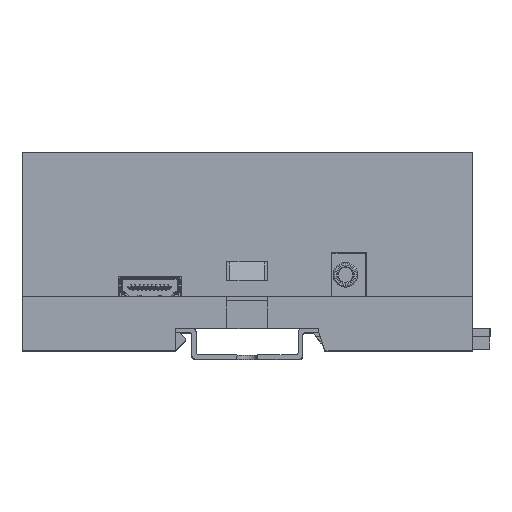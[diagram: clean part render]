
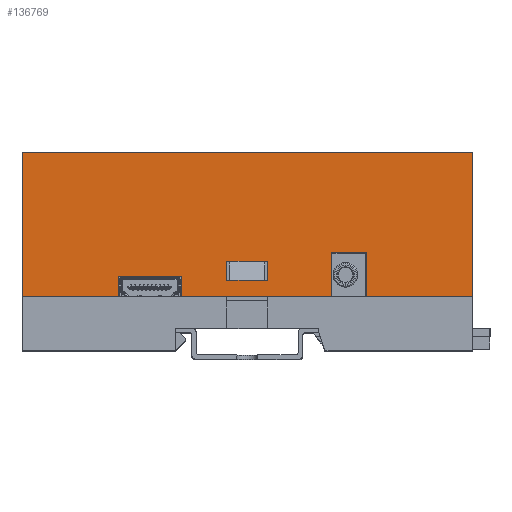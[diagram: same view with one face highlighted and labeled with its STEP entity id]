
A CAD part, top view. The second image highlights one B-rep face of the part: STEP entity #136769.
In plain terms, the highlighted face is planar.
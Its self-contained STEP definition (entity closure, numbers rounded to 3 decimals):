
#177 = LINE ( 'NONE', #78940, #92349 ) ;
#332 = EDGE_CURVE ( 'NONE', #1374, #56246, #27570, .T. ) ;
#1374 = VERTEX_POINT ( 'NONE', #143615 ) ;
#1848 = CARTESIAN_POINT ( 'NONE',  ( -55., 0., -35. ) ) ;
#2613 = DIRECTION ( 'NONE',  ( -1., 0., 0. ) ) ;
#3113 = CARTESIAN_POINT ( 'NONE',  ( -55., 0., -35. ) ) ;
#3930 = ORIENTED_EDGE ( 'NONE', *, *, #62284, .F. ) ;
#5274 = CARTESIAN_POINT ( 'NONE',  ( 5., 8.7, -35. ) ) ;
#6055 = VECTOR ( 'NONE', #95602, 1000. ) ;
#6233 = DIRECTION ( 'NONE',  ( 1., 0., 0. ) ) ;
#7959 = EDGE_CURVE ( 'NONE', #55634, #95815, #66554, .T. ) ;
#8027 = VERTEX_POINT ( 'NONE', #79270 ) ;
#10723 = VECTOR ( 'NONE', #145542, 1000. ) ;
#11201 = VECTOR ( 'NONE', #127556, 1000. ) ;
#11629 = LINE ( 'NONE', #65220, #139512 ) ;
#12029 = ORIENTED_EDGE ( 'NONE', *, *, #83276, .F. ) ;
#13595 = ORIENTED_EDGE ( 'NONE', *, *, #112377, .F. ) ;
#14080 = VERTEX_POINT ( 'NONE', #121882 ) ;
#14655 = DIRECTION ( 'NONE',  ( -1., 0., 0. ) ) ;
#15250 = AXIS2_PLACEMENT_3D ( 'NONE', #33922, #128097, #92351 ) ;
#15320 = ORIENTED_EDGE ( 'NONE', *, *, #24247, .F. ) ;
#18474 = VECTOR ( 'NONE', #62206, 1000. ) ;
#18666 = VECTOR ( 'NONE', #139582, 1000. ) ;
#21229 = LINE ( 'NONE', #45569, #32531 ) ;
#24006 = VECTOR ( 'NONE', #48718, 1000. ) ;
#24247 = EDGE_CURVE ( 'NONE', #117077, #103158, #26233, .T. ) ;
#26233 = LINE ( 'NONE', #44940, #11201 ) ;
#26816 = VERTEX_POINT ( 'NONE', #93344 ) ;
#27570 = LINE ( 'NONE', #144508, #10723 ) ;
#28806 = ORIENTED_EDGE ( 'NONE', *, *, #57663, .T. ) ;
#30021 = ORIENTED_EDGE ( 'NONE', *, *, #86611, .T. ) ;
#31634 = VECTOR ( 'NONE', #120753, 1000. ) ;
#32531 = VECTOR ( 'NONE', #71308, 1000. ) ;
#33922 = CARTESIAN_POINT ( 'NONE',  ( -55., 35.3, -35. ) ) ;
#36566 = CARTESIAN_POINT ( 'NONE',  ( -5., 4., -35. ) ) ;
#37686 = EDGE_CURVE ( 'NONE', #14080, #134587, #11629, .T. ) ;
#37991 = LINE ( 'NONE', #152417, #6055 ) ;
#39408 = LINE ( 'NONE', #121948, #97741 ) ;
#39823 = CARTESIAN_POINT ( 'NONE',  ( 16.076, 4.95, -35. ) ) ;
#39870 = EDGE_CURVE ( 'NONE', #95815, #26816, #48388, .T. ) ;
#44940 = CARTESIAN_POINT ( 'NONE',  ( -29.093, 10.85, -35. ) ) ;
#45569 = CARTESIAN_POINT ( 'NONE',  ( 16.076, 4.95, -35. ) ) ;
#47277 = CARTESIAN_POINT ( 'NONE',  ( 55., 35.3, -35. ) ) ;
#48388 = LINE ( 'NONE', #71367, #24006 ) ;
#48718 = DIRECTION ( 'NONE',  ( 0., 1., 0. ) ) ;
#52509 = LINE ( 'NONE', #88786, #80793 ) ;
#52825 = VECTOR ( 'NONE', #93227, 1000. ) ;
#54386 = EDGE_CURVE ( 'NONE', #103158, #14080, #71732, .T. ) ;
#55634 = VERTEX_POINT ( 'NONE', #122252 ) ;
#56246 = VERTEX_POINT ( 'NONE', #142614 ) ;
#57450 = VECTOR ( 'NONE', #14655, 1000. ) ;
#57663 = EDGE_CURVE ( 'NONE', #128190, #56246, #88193, .T. ) ;
#59673 = CARTESIAN_POINT ( 'NONE',  ( -55., 35.3, -35. ) ) ;
#62206 = DIRECTION ( 'NONE',  ( -1., 0., 0. ) ) ;
#62284 = EDGE_CURVE ( 'NONE', #94503, #138740, #21229, .T. ) ;
#62374 = CARTESIAN_POINT ( 'NONE',  ( 31.498, 4.95, -35. ) ) ;
#62792 = VECTOR ( 'NONE', #97214, 1000. ) ;
#63599 = LINE ( 'NONE', #59673, #31634 ) ;
#64642 = FACE_OUTER_BOUND ( 'NONE', #123476, .T. ) ;
#65220 = CARTESIAN_POINT ( 'NONE',  ( -20.493, 10.85, -35. ) ) ;
#66554 = LINE ( 'NONE', #73513, #62792 ) ;
#67739 = EDGE_CURVE ( 'NONE', #138740, #1374, #106931, .T. ) ;
#68857 = EDGE_CURVE ( 'NONE', #119600, #8027, #114630, .T. ) ;
#71308 = DIRECTION ( 'NONE',  ( 0., 1., 0. ) ) ;
#71367 = CARTESIAN_POINT ( 'NONE',  ( -5., 4., -35. ) ) ;
#71732 = LINE ( 'NONE', #143674, #52825 ) ;
#72902 = EDGE_CURVE ( 'NONE', #117077, #8027, #112231, .T. ) ;
#73513 = CARTESIAN_POINT ( 'NONE',  ( 5., 4., -35. ) ) ;
#74494 = DIRECTION ( 'NONE',  ( 1., 0., 0. ) ) ;
#74863 = VECTOR ( 'NONE', #74494, 1000. ) ;
#78425 = DIRECTION ( 'NONE',  ( 0., -1., 0. ) ) ;
#78940 = CARTESIAN_POINT ( 'NONE',  ( 55., 35.3, -35. ) ) ;
#79270 = CARTESIAN_POINT ( 'NONE',  ( -55., 0., -35. ) ) ;
#80224 = CARTESIAN_POINT ( 'NONE',  ( 55., 0., -35. ) ) ;
#80793 = VECTOR ( 'NONE', #6233, 1000. ) ;
#83186 = EDGE_CURVE ( 'NONE', #94503, #134587, #39408, .T. ) ;
#83276 = EDGE_CURVE ( 'NONE', #26816, #93044, #52509, .T. ) ;
#86611 = EDGE_CURVE ( 'NONE', #127101, #128190, #177, .T. ) ;
#88193 = LINE ( 'NONE', #1848, #18474 ) ;
#88786 = CARTESIAN_POINT ( 'NONE',  ( 5., 8.7, -35. ) ) ;
#90921 = EDGE_CURVE ( 'NONE', #93044, #55634, #37991, .T. ) ;
#91255 = CARTESIAN_POINT ( 'NONE',  ( -55., 35.3, -35. ) ) ;
#92349 = VECTOR ( 'NONE', #78425, 1000. ) ;
#92351 = DIRECTION ( 'NONE',  ( 1., 0., 0. ) ) ;
#93044 = VERTEX_POINT ( 'NONE', #5274 ) ;
#93227 = DIRECTION ( 'NONE',  ( 1., 0., 0. ) ) ;
#93344 = CARTESIAN_POINT ( 'NONE',  ( -5., 8.7, -35. ) ) ;
#94503 = VERTEX_POINT ( 'NONE', #104748 ) ;
#95602 = DIRECTION ( 'NONE',  ( 0., -1., 0. ) ) ;
#95815 = VERTEX_POINT ( 'NONE', #36566 ) ;
#97214 = DIRECTION ( 'NONE',  ( -1., 0., 0. ) ) ;
#97741 = VECTOR ( 'NONE', #2613, 1000. ) ;
#101599 = DIRECTION ( 'NONE',  ( 0., -1., 0. ) ) ;
#103158 = VERTEX_POINT ( 'NONE', #153460 ) ;
#103586 = ORIENTED_EDGE ( 'NONE', *, *, #37686, .F. ) ;
#104748 = CARTESIAN_POINT ( 'NONE',  ( 16.076, 0., -35. ) ) ;
#106681 = ORIENTED_EDGE ( 'NONE', *, *, #54386, .F. ) ;
#106931 = LINE ( 'NONE', #62374, #74863 ) ;
#112231 = LINE ( 'NONE', #3113, #57450 ) ;
#112377 = EDGE_CURVE ( 'NONE', #127101, #119600, #63599, .T. ) ;
#114630 = LINE ( 'NONE', #91255, #18666 ) ;
#116127 = ORIENTED_EDGE ( 'NONE', *, *, #68857, .F. ) ;
#117077 = VERTEX_POINT ( 'NONE', #155715 ) ;
#119600 = VERTEX_POINT ( 'NONE', #122429 ) ;
#120753 = DIRECTION ( 'NONE',  ( -1., 0., 0. ) ) ;
#121169 = FACE_BOUND ( 'NONE', #150755, .T. ) ;
#121882 = CARTESIAN_POINT ( 'NONE',  ( -20.493, 10.85, -35. ) ) ;
#121948 = CARTESIAN_POINT ( 'NONE',  ( -55., 0., -35. ) ) ;
#122252 = CARTESIAN_POINT ( 'NONE',  ( 5., 4., -35. ) ) ;
#122429 = CARTESIAN_POINT ( 'NONE',  ( -55., 35.3, -35. ) ) ;
#123476 = EDGE_LOOP ( 'NONE', ( #148330, #3930, #139286, #103586, #106681, #15320, #151730, #116127, #13595, #30021, #28806, #144834 ) ) ;
#126767 = ORIENTED_EDGE ( 'NONE', *, *, #7959, .F. ) ;
#127101 = VERTEX_POINT ( 'NONE', #47277 ) ;
#127556 = DIRECTION ( 'NONE',  ( 0., 1., 0. ) ) ;
#128097 = DIRECTION ( 'NONE',  ( 0., 0., 1. ) ) ;
#128190 = VERTEX_POINT ( 'NONE', #80224 ) ;
#134587 = VERTEX_POINT ( 'NONE', #138596 ) ;
#135071 = ORIENTED_EDGE ( 'NONE', *, *, #90921, .F. ) ;
#136769 = ADVANCED_FACE ( 'NONE', ( #64642, #121169 ), #140684, .F. ) ;
#137305 = ORIENTED_EDGE ( 'NONE', *, *, #39870, .F. ) ;
#138596 = CARTESIAN_POINT ( 'NONE',  ( -20.493, 0., -35. ) ) ;
#138740 = VERTEX_POINT ( 'NONE', #39823 ) ;
#139286 = ORIENTED_EDGE ( 'NONE', *, *, #83186, .T. ) ;
#139512 = VECTOR ( 'NONE', #101599, 1000. ) ;
#139582 = DIRECTION ( 'NONE',  ( 0., -1., 0. ) ) ;
#140684 = PLANE ( 'NONE',  #15250 ) ;
#142614 = CARTESIAN_POINT ( 'NONE',  ( 31.498, 0., -35. ) ) ;
#143615 = CARTESIAN_POINT ( 'NONE',  ( 31.498, 4.95, -35. ) ) ;
#143674 = CARTESIAN_POINT ( 'NONE',  ( -20.493, 10.85, -35. ) ) ;
#144508 = CARTESIAN_POINT ( 'NONE',  ( 31.498, 4.95, -35. ) ) ;
#144834 = ORIENTED_EDGE ( 'NONE', *, *, #332, .F. ) ;
#145542 = DIRECTION ( 'NONE',  ( 0., -1., 0. ) ) ;
#148330 = ORIENTED_EDGE ( 'NONE', *, *, #67739, .F. ) ;
#150755 = EDGE_LOOP ( 'NONE', ( #12029, #137305, #126767, #135071 ) ) ;
#151730 = ORIENTED_EDGE ( 'NONE', *, *, #72902, .T. ) ;
#152417 = CARTESIAN_POINT ( 'NONE',  ( 5., 4., -35. ) ) ;
#153460 = CARTESIAN_POINT ( 'NONE',  ( -29.093, 10.85, -35. ) ) ;
#155715 = CARTESIAN_POINT ( 'NONE',  ( -29.093, 0., -35. ) ) ;
